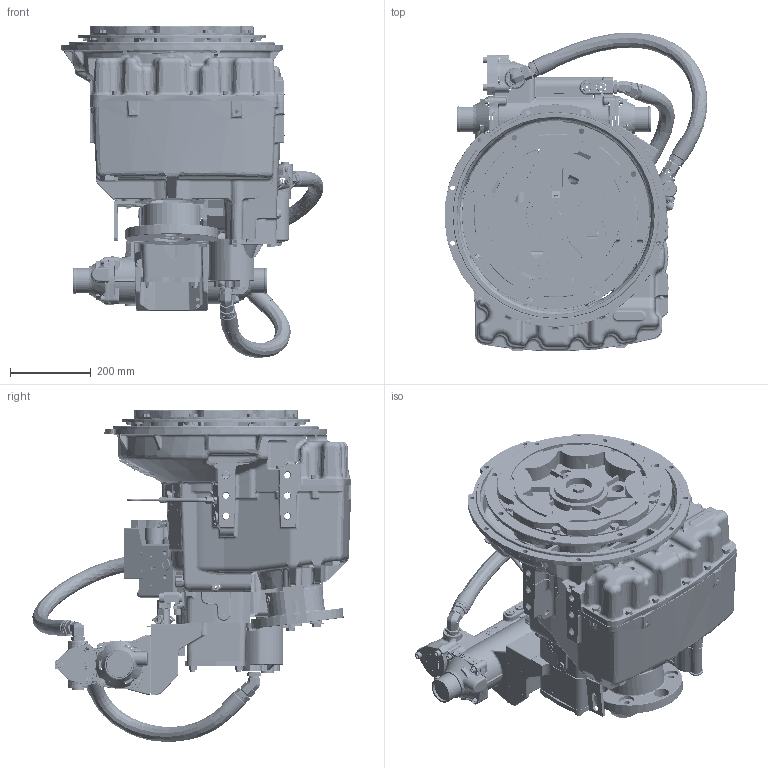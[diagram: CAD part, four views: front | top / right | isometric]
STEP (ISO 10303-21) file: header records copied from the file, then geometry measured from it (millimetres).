
FILE_DESCRIPTION (( 'STEP AP214' ), '1' );
FILE_NAME ('PX1031999A.STEP', '2017-11-17T16:53:24', ( '' ), ( '' ), 'SwSTEP 2.0', 'SolidWorks 2015', '' );
FILE_SCHEMA (( 'AUTOMOTIVE_DESIGN' ));
Length unit declared in the file: millimetre
Products named in the file (1): PX1031999A
Bounding box: 653.35 x 792.84 x 824.81 mm (x, y, z)
Surface area: 3622892.8 mm2 (no closed solid volume)
Topology: 0 solids, 529 shells, 4678 faces, 19090 edges, 14301 vertices
Faces by surface type: plane 1572, cylinder 1258, bspline 1160, cone 398, torus 193, sphere 97
Full cylindrical faces by diameter (mm): 2.54 x3, 2.64 x2, 4.2 x5, 4.8 x3, 5 x2, 5.334 x1, 6.35 x2, 6.75 x5, 7 x64, 7.88 x1, 8.5 x1, 8.8 x4, 9.335 x2, 9.538 x1, 10 x6, 10.08 x1, 11 x2, 11.7 x1, 12 x23, 12.028 x1, 12.954 x1, 13 x9, 14 x1, 14.288 x1, 14.732 x1, 16 x9, 16.776 x1, 16.8 x3, 17 x2, 17.488 x1
Entity records: 369268 total; most frequent: CARTESIAN_POINT 179062, ORIENTED_EDGE 26462, DIRECTION 25123, EDGE_CURVE 18494, VERTEX_POINT 14175, AXIS2_PLACEMENT_3D 9145, LINE 6833, VECTOR 6833
